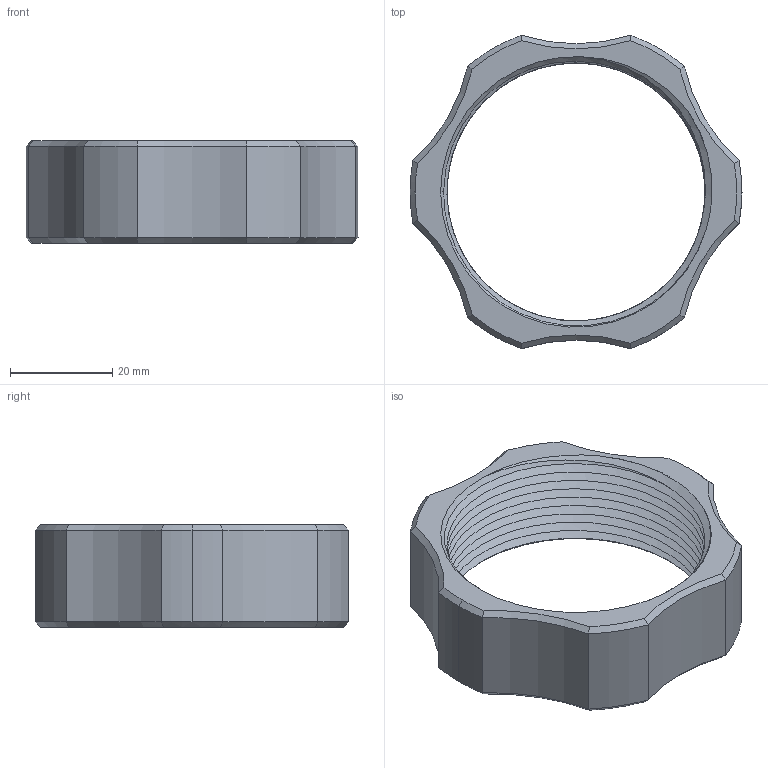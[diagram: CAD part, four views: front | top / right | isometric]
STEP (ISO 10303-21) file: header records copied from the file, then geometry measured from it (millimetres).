
FILE_DESCRIPTION (( 'STEP AP203' ), '1' );
FILE_NAME ('NEXTFILA-nut_M52_P2.0_T20.STEP', '2016-03-13T09:10:43', ( '' ), ( '' ), 'SwSTEP 2.0', 'SolidWorks 2015', '' );
FILE_SCHEMA (( 'CONFIG_CONTROL_DESIGN' ));
Length unit declared in the file: millimetre
Products named in the file (1): NEXTFILA-nut_M52_P2.0_T20
Bounding box: 65 x 61.36 x 20 mm (x, y, z)
Volume: 17126.7 mm3; surface area: 11924.8 mm2
Topology: 1 solids, 1 shells, 50 faces, 118 edges, 70 vertices
Faces by surface type: cone 32, cylinder 13, plane 3, bspline 2
Entity records: 3191 total; most frequent: CARTESIAN_POINT 2006, ORIENTED_EDGE 236, DIRECTION 234, EDGE_CURVE 118, AXIS2_PLACEMENT_3D 106, VERTEX_POINT 70, CIRCLE 57, EDGE_LOOP 52
